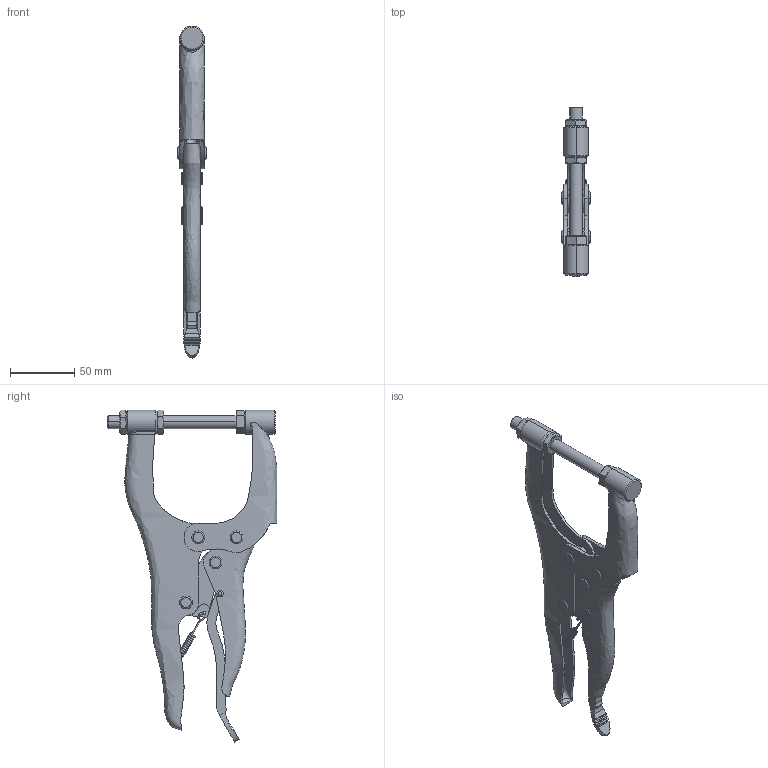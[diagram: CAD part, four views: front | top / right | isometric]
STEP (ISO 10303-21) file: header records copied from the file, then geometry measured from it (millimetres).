
FILE_DESCRIPTION (( 'STEP AP203' ), '1' );
FILE_NAME ('HS-51030 .STEP', '2019-10-11T01:16:30', ( '微软用户' ), ( '微软中国' ), 'SwSTEP 2.0', 'SolidWorks 2012', '' );
FILE_SCHEMA (( 'CONFIG_CONTROL_DESIGN' ));
Length unit declared in the file: millimetre
Products named in the file (13): 种3; 种1; 蟀裝; 忒梟4; 忒梟3; 忒梟2; 忒梟1; HS-51030 ; 粟銅1; 粟銅; hex thin nuts-grades ab-chamfered gb_GB_FASTENER_NUT_STNAB M10-N; hexagon head bolts-full thread gb_GB_FASTENER_BOLT_STBAB A M10X100-N; 种2
Assembly tree (15 placements, depth 2):
  HS-51030 
    忒梟1
    忒梟2
    忒梟3
    忒梟4
    蟀裝
    种1  x2
    种3
    种2  x2
    hexagon head bolts-full thread gb_GB_FASTENER_BOLT_STBAB A M10X100-N
    hex thin nuts-grades ab-chamfered gb_GB_FASTENER_NUT_STNAB M10-N  x2
    粟銅
    粟銅1
Bounding box: 22 x 131.58 x 258.1 mm (x, y, z)
Volume: 96332.9 mm3; surface area: 72641.4 mm2
Topology: 15 solids, 15 shells, 696 faces, 1846 edges, 1214 vertices
Faces by surface type: plane 283, cylinder 178, bspline 167, cone 34, torus 34
Entity records: 126495 total; most frequent: CARTESIAN_POINT 110226, ORIENTED_EDGE 3500, DIRECTION 2344, EDGE_CURVE 1750, VERTEX_POINT 1158, VECTOR 784, LINE 784, AXIS2_PLACEMENT_3D 780
